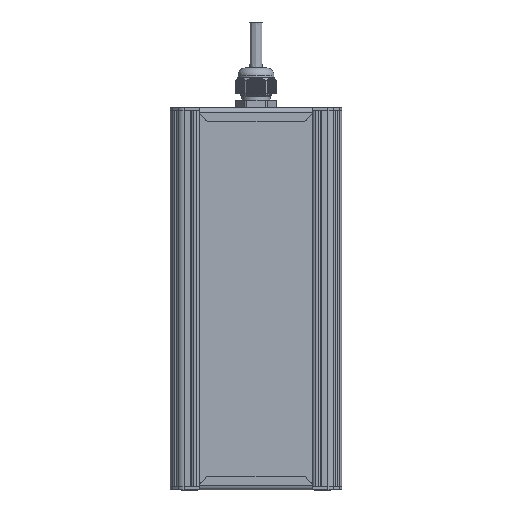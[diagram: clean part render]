
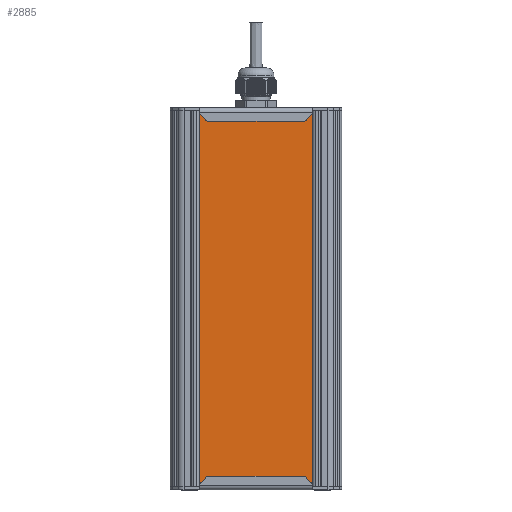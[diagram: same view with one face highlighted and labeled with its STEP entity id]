
A CAD part, front view. The second image highlights one B-rep face of the part: STEP entity #2885.
In plain terms, the highlighted face is planar.
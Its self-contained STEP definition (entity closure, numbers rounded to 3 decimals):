
#2885=ADVANCED_FACE('',(#12966),#12968,.T.);
#12966=FACE_BOUND('',#12967,.T.);
#12967=EDGE_LOOP('',(#41219,#41220,#41221,#41222));
#12968=PLANE('',#12969);
#12969=AXIS2_PLACEMENT_3D('',#12970,#12971,#12972);
#12970=CARTESIAN_POINT('',(120.465,593.492,117.308));
#12971=DIRECTION('',(0.,0.,-1.));
#12972=DIRECTION('',(0.,1.,0.));
#41219=ORIENTED_EDGE('',*,*,#47541,.T.);
#41220=ORIENTED_EDGE('',*,*,#47540,.T.);
#41221=ORIENTED_EDGE('',*,*,#47542,.T.);
#41222=ORIENTED_EDGE('',*,*,#47543,.F.);
#47540=EDGE_CURVE('',#53029,#53034,#53036,.T.);
#47541=EDGE_CURVE('',#53037,#53029,#53038,.F.);
#47542=EDGE_CURVE('',#53034,#53039,#53040,.T.);
#47543=EDGE_CURVE('',#53037,#53039,#53041,.T.);
#53029=VERTEX_POINT('',#71637);
#53034=VERTEX_POINT('',#71646);
#53036=LINE('',#71650,#71651);
#53037=VERTEX_POINT('',#71653);
#53038=LINE('',#71654,#71655);
#53039=VERTEX_POINT('',#71657);
#53040=LINE('',#71658,#71659);
#53041=LINE('',#71661,#71662);
#71637=CARTESIAN_POINT('',(145.465,679.838,117.308));
#71646=CARTESIAN_POINT('',(391.465,679.838,117.308));
#71650=CARTESIAN_POINT('',(145.465,679.838,117.308));
#71651=VECTOR('',#71652,1.);
#71652=DIRECTION('',(1.,0.,0.));
#71653=CARTESIAN_POINT('',(145.465,593.492,117.308));
#71654=CARTESIAN_POINT('',(145.465,679.838,117.308));
#71655=VECTOR('',#71656,1.);
#71656=DIRECTION('',(0.,-1.,0.));
#71657=CARTESIAN_POINT('',(391.465,593.492,117.308));
#71658=CARTESIAN_POINT('',(391.465,679.838,117.308));
#71659=VECTOR('',#71660,1.);
#71660=DIRECTION('',(0.,-1.,0.));
#71661=CARTESIAN_POINT('',(145.465,593.492,117.308));
#71662=VECTOR('',#71663,1.);
#71663=DIRECTION('',(1.,0.,0.));
